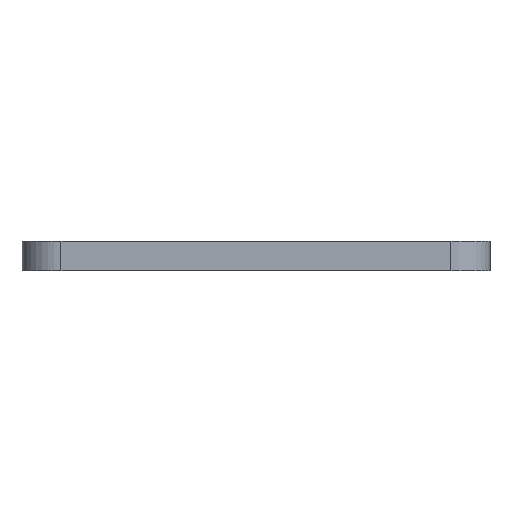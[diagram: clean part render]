
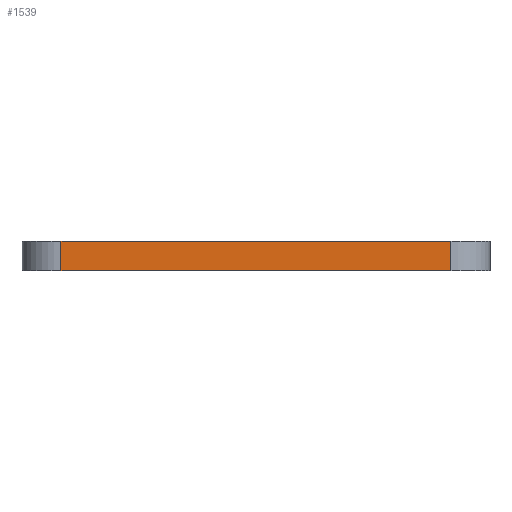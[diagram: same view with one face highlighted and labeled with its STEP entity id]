
A CAD part, front view. The second image highlights one B-rep face of the part: STEP entity #1539.
In plain terms, the highlighted planar face has unit normal (0, -1, 0).
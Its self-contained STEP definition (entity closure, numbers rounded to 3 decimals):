
#7 = ORIENTED_EDGE ( 'NONE', *, *, #915, .F. ) ;
#51 = CARTESIAN_POINT ( 'NONE',  ( -4., -4., 3. ) ) ;
#65 = DIRECTION ( 'NONE',  ( 0., 0., -1. ) ) ;
#224 = DIRECTION ( 'NONE',  ( 1., 0., 0. ) ) ;
#342 = CARTESIAN_POINT ( 'NONE',  ( 40., -4., 3. ) ) ;
#531 = DIRECTION ( 'NONE',  ( 0., 0., 1. ) ) ;
#551 = VECTOR ( 'NONE', #224, 1000. ) ;
#696 = EDGE_CURVE ( 'NONE', #1768, #2083, #1200, .T. ) ;
#710 = CARTESIAN_POINT ( 'NONE',  ( 40., -4., 0. ) ) ;
#731 = LINE ( 'NONE', #1173, #1669 ) ;
#763 = ORIENTED_EDGE ( 'NONE', *, *, #1988, .T. ) ;
#777 = CARTESIAN_POINT ( 'NONE',  ( -4., -4., 0. ) ) ;
#801 = CARTESIAN_POINT ( 'NONE',  ( -4., -4., 3. ) ) ;
#915 = EDGE_CURVE ( 'NONE', #1893, #2083, #1048, .T. ) ;
#995 = CARTESIAN_POINT ( 'NONE',  ( 40., -4., 3. ) ) ;
#999 = DIRECTION ( 'NONE',  ( 0., 1., 0. ) ) ;
#1048 = LINE ( 'NONE', #51, #551 ) ;
#1125 = CARTESIAN_POINT ( 'NONE',  ( 0., -4., 3. ) ) ;
#1144 = VECTOR ( 'NONE', #531, 1000. ) ;
#1164 = DIRECTION ( 'NONE',  ( 1., 0., 0. ) ) ;
#1173 = CARTESIAN_POINT ( 'NONE',  ( 0., -4., 3. ) ) ;
#1183 = PLANE ( 'NONE',  #1972 ) ;
#1200 = LINE ( 'NONE', #342, #1144 ) ;
#1287 = ORIENTED_EDGE ( 'NONE', *, *, #696, .T. ) ;
#1539 = ADVANCED_FACE ( 'NONE', ( #2273 ), #1183, .F. ) ;
#1669 = VECTOR ( 'NONE', #65, 1000. ) ;
#1768 = VERTEX_POINT ( 'NONE', #710 ) ;
#1842 = LINE ( 'NONE', #777, #2272 ) ;
#1893 = VERTEX_POINT ( 'NONE', #1125 ) ;
#1972 = AXIS2_PLACEMENT_3D ( 'NONE', #801, #999, #2288 ) ;
#1988 = EDGE_CURVE ( 'NONE', #2082, #1768, #1842, .T. ) ;
#2062 = EDGE_CURVE ( 'NONE', #1893, #2082, #731, .T. ) ;
#2082 = VERTEX_POINT ( 'NONE', #2103 ) ;
#2083 = VERTEX_POINT ( 'NONE', #995 ) ;
#2103 = CARTESIAN_POINT ( 'NONE',  ( 0., -4., 0. ) ) ;
#2272 = VECTOR ( 'NONE', #1164, 1000. ) ;
#2273 = FACE_OUTER_BOUND ( 'NONE', #2297, .T. ) ;
#2288 = DIRECTION ( 'NONE',  ( 0., 0., 1. ) ) ;
#2297 = EDGE_LOOP ( 'NONE', ( #763, #1287, #7, #2394 ) ) ;
#2394 = ORIENTED_EDGE ( 'NONE', *, *, #2062, .T. ) ;
